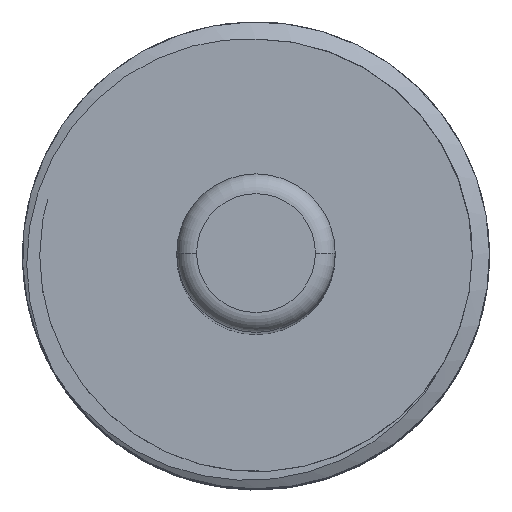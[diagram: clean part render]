
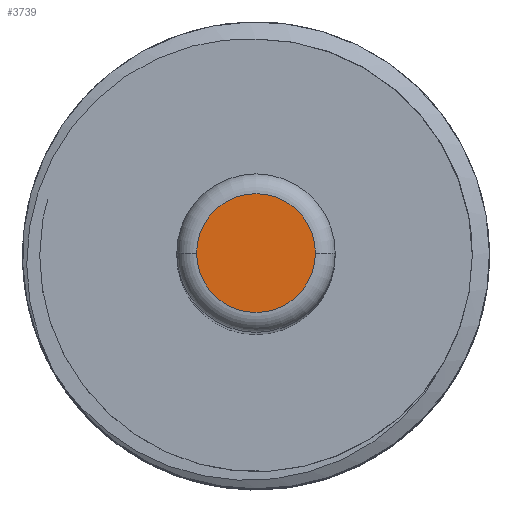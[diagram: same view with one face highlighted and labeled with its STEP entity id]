
A CAD part, top view. The second image highlights one B-rep face of the part: STEP entity #3739.
In plain terms, the highlighted planar face has unit normal (0, 0, 1).
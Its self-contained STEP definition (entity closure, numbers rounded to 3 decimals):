
#161 = ORIENTED_EDGE ( 'NONE', *, *, #2704, .T. ) ;
#363 = DIRECTION ( 'NONE',  ( 1., 0., 0. ) ) ;
#976 = AXIS2_PLACEMENT_3D ( 'NONE', #4558, #1899, #5010 ) ;
#1029 = CIRCLE ( 'NONE', #976, 3. ) ;
#1520 = CARTESIAN_POINT ( 'NONE',  ( 3., 0., 172. ) ) ;
#1751 = PLANE ( 'NONE',  #3626 ) ;
#1899 = DIRECTION ( 'NONE',  ( 0., 0., 1. ) ) ;
#2208 = DIRECTION ( 'NONE',  ( 0., 0., 1. ) ) ;
#2485 = FACE_OUTER_BOUND ( 'NONE', #4609, .T. ) ;
#2704 = EDGE_CURVE ( 'NONE', #5521, #5106, #1029, .T. ) ;
#3023 = DIRECTION ( 'NONE',  ( 0., 0., 1. ) ) ;
#3599 = EDGE_CURVE ( 'NONE', #5106, #5521, #3807, .T. ) ;
#3626 = AXIS2_PLACEMENT_3D ( 'NONE', #4877, #2208, #5335 ) ;
#3739 = ADVANCED_FACE ( 'NONE', ( #2485 ), #1751, .T. ) ;
#3807 = CIRCLE ( 'NONE', #5554, 3. ) ;
#4558 = CARTESIAN_POINT ( 'NONE',  ( 0., 0., 172. ) ) ;
#4609 = EDGE_LOOP ( 'NONE', ( #4654, #161 ) ) ;
#4654 = ORIENTED_EDGE ( 'NONE', *, *, #3599, .T. ) ;
#4877 = CARTESIAN_POINT ( 'NONE',  ( 0., 0., 172. ) ) ;
#5010 = DIRECTION ( 'NONE',  ( 1., 0., 0. ) ) ;
#5106 = VERTEX_POINT ( 'NONE', #1520 ) ;
#5335 = DIRECTION ( 'NONE',  ( 1., 0., 0. ) ) ;
#5383 = CARTESIAN_POINT ( 'NONE',  ( -3., 0., 172. ) ) ;
#5521 = VERTEX_POINT ( 'NONE', #5383 ) ;
#5554 = AXIS2_PLACEMENT_3D ( 'NONE', #5713, #3023, #363 ) ;
#5713 = CARTESIAN_POINT ( 'NONE',  ( 0., 0., 172. ) ) ;
